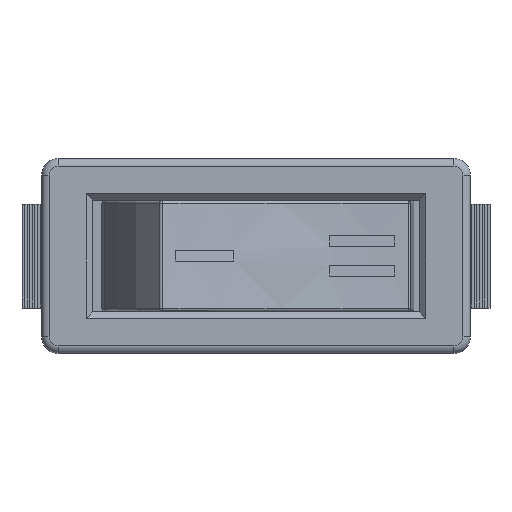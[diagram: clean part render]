
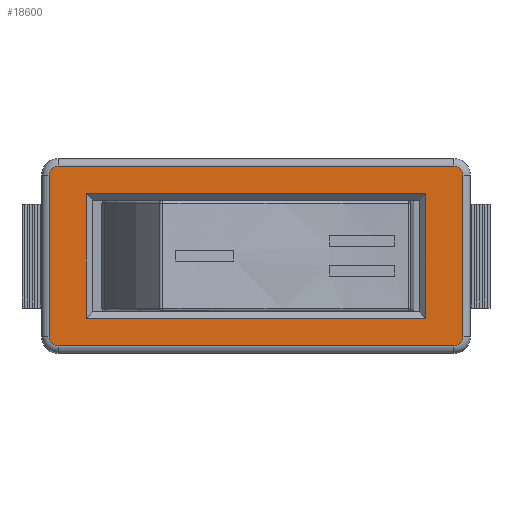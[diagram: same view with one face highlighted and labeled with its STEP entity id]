
A CAD part, top view. The second image highlights one B-rep face of the part: STEP entity #18600.
In plain terms, the highlighted planar face has unit normal (0, 0, 1).
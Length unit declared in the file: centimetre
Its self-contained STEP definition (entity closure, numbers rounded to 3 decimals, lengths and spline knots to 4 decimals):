
#1118=FACE_BOUND('',#3207,.T.);
#2107=FACE_OUTER_BOUND('',#3206,.T.);
#3206=EDGE_LOOP('',(#16820,#16821,#16822,#16823,#16824,#16825,#16826,#16827));
#3207=EDGE_LOOP('',(#16828,#16829,#16830,#16831));
#3375=CIRCLE('',#19455,0.07);
#3376=CIRCLE('',#19456,0.07);
#3377=CIRCLE('',#19457,0.07);
#3378=CIRCLE('',#19458,0.07);
#5251=LINE('',#32471,#7149);
#5255=LINE('',#32478,#7153);
#5258=LINE('',#32484,#7156);
#5260=LINE('',#32487,#7158);
#5266=LINE('',#32501,#7164);
#5267=LINE('',#32505,#7165);
#5268=LINE('',#32509,#7166);
#5269=LINE('',#32513,#7167);
#7149=VECTOR('',#22976,1.);
#7153=VECTOR('',#22982,1.);
#7156=VECTOR('',#22987,1.);
#7158=VECTOR('',#22991,1.);
#7164=VECTOR('',#23003,1.);
#7165=VECTOR('',#23006,1.);
#7166=VECTOR('',#23009,1.);
#7167=VECTOR('',#23012,1.);
#8926=VERTEX_POINT('',#32468);
#8927=VERTEX_POINT('',#32470);
#8929=VERTEX_POINT('',#32476);
#8931=VERTEX_POINT('',#32482);
#8935=VERTEX_POINT('',#32499);
#8936=VERTEX_POINT('',#32500);
#8937=VERTEX_POINT('',#32502);
#8938=VERTEX_POINT('',#32504);
#8939=VERTEX_POINT('',#32506);
#8940=VERTEX_POINT('',#32508);
#8941=VERTEX_POINT('',#32510);
#8942=VERTEX_POINT('',#32512);
#11577=EDGE_CURVE('',#8926,#8927,#5251,.T.);
#11581=EDGE_CURVE('',#8929,#8926,#5255,.T.);
#11584=EDGE_CURVE('',#8931,#8929,#5258,.T.);
#11586=EDGE_CURVE('',#8927,#8931,#5260,.T.);
#11592=EDGE_CURVE('',#8935,#8936,#5266,.T.);
#11593=EDGE_CURVE('',#8937,#8935,#3375,.T.);
#11594=EDGE_CURVE('',#8938,#8937,#5267,.T.);
#11595=EDGE_CURVE('',#8939,#8938,#3376,.T.);
#11596=EDGE_CURVE('',#8940,#8939,#5268,.T.);
#11597=EDGE_CURVE('',#8941,#8940,#3377,.T.);
#11598=EDGE_CURVE('',#8942,#8941,#5269,.T.);
#11599=EDGE_CURVE('',#8936,#8942,#3378,.T.);
#16820=ORIENTED_EDGE('',*,*,#11592,.F.);
#16821=ORIENTED_EDGE('',*,*,#11593,.F.);
#16822=ORIENTED_EDGE('',*,*,#11594,.F.);
#16823=ORIENTED_EDGE('',*,*,#11595,.F.);
#16824=ORIENTED_EDGE('',*,*,#11596,.F.);
#16825=ORIENTED_EDGE('',*,*,#11597,.F.);
#16826=ORIENTED_EDGE('',*,*,#11598,.F.);
#16827=ORIENTED_EDGE('',*,*,#11599,.F.);
#16828=ORIENTED_EDGE('',*,*,#11577,.F.);
#16829=ORIENTED_EDGE('',*,*,#11581,.F.);
#16830=ORIENTED_EDGE('',*,*,#11584,.F.);
#16831=ORIENTED_EDGE('',*,*,#11586,.F.);
#17608=PLANE('',#19454);
#18600=ADVANCED_FACE('',(#2107,#1118),#17608,.T.);
#19454=AXIS2_PLACEMENT_3D('',#32498,#23001,#23002);
#19455=AXIS2_PLACEMENT_3D('',#32503,#23004,#23005);
#19456=AXIS2_PLACEMENT_3D('',#32507,#23007,#23008);
#19457=AXIS2_PLACEMENT_3D('',#32511,#23010,#23011);
#19458=AXIS2_PLACEMENT_3D('',#32514,#23013,#23014);
#22976=DIRECTION('',(1.,0.,0.));
#22982=DIRECTION('',(0.,-1.,0.));
#22987=DIRECTION('',(-1.,0.,0.));
#22991=DIRECTION('',(0.,1.,0.));
#23001=DIRECTION('center_axis',(0.,0.,
1.));
#23002=DIRECTION('ref_axis',(1.,0.,0.));
#23003=DIRECTION('',(0.,1.,0.));
#23004=DIRECTION('center_axis',(0.,0.,
-1.));
#23005=DIRECTION('ref_axis',(-0.707,-0.707,0.));
#23006=DIRECTION('',(-1.,0.,0.));
#23007=DIRECTION('center_axis',(0.,0.,
-1.));
#23008=DIRECTION('ref_axis',(0.707,-0.707,0.));
#23009=DIRECTION('',(0.,-1.,0.));
#23010=DIRECTION('center_axis',(0.,0.,
-1.));
#23011=DIRECTION('ref_axis',(0.707,0.707,0.));
#23012=DIRECTION('',(1.,0.,0.));
#23013=DIRECTION('center_axis',(0.,0.,
-1.));
#23014=DIRECTION('ref_axis',(-0.707,0.707,0.));
#32468=CARTESIAN_POINT('',(-1.305,-0.48,1.9));
#32470=CARTESIAN_POINT('',(1.305,-0.48,1.9));
#32471=CARTESIAN_POINT('',(0.6775,-0.48,1.9));
#32476=CARTESIAN_POINT('',(-1.305,0.48,1.9));
#32478=CARTESIAN_POINT('',(-1.305,-0.265,1.9));
#32482=CARTESIAN_POINT('',(1.305,0.48,1.9));
#32484=CARTESIAN_POINT('',(-0.6775,0.48,1.9));
#32487=CARTESIAN_POINT('',(1.305,0.265,1.9));
#32498=CARTESIAN_POINT('Origin',(0.,0.,
1.9));
#32499=CARTESIAN_POINT('',(-1.59,-0.62,1.9));
#32500=CARTESIAN_POINT('',(-1.59,0.62,1.9));
#32501=CARTESIAN_POINT('',(-1.59,-0.31,1.9));
#32502=CARTESIAN_POINT('',(-1.52,-0.69,1.9));
#32503=CARTESIAN_POINT('Origin',(-1.52,-0.62,1.9));
#32504=CARTESIAN_POINT('',(1.52,-0.69,1.9));
#32505=CARTESIAN_POINT('',(0.76,-0.69,1.9));
#32506=CARTESIAN_POINT('',(1.59,-0.62,1.9));
#32507=CARTESIAN_POINT('Origin',(1.52,-0.62,1.9));
#32508=CARTESIAN_POINT('',(1.59,0.62,1.9));
#32509=CARTESIAN_POINT('',(1.59,0.31,1.9));
#32510=CARTESIAN_POINT('',(1.52,0.69,1.9));
#32511=CARTESIAN_POINT('Origin',(1.52,0.62,1.9));
#32512=CARTESIAN_POINT('',(-1.52,0.69,1.9));
#32513=CARTESIAN_POINT('',(-0.76,0.69,1.9));
#32514=CARTESIAN_POINT('Origin',(-1.52,0.62,1.9));
